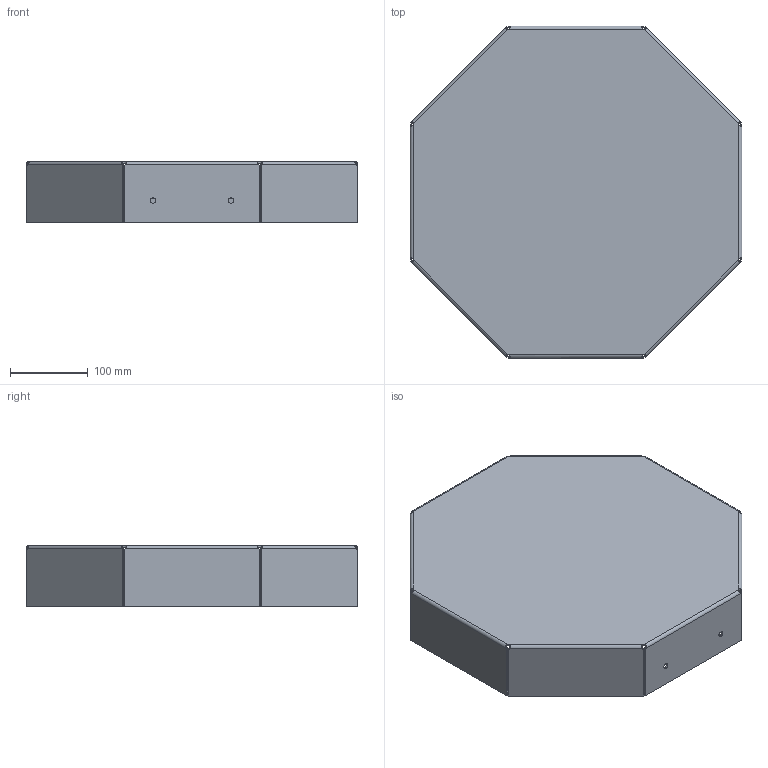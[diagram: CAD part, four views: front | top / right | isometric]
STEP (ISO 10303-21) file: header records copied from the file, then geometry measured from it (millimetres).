
FILE_DESCRIPTION(('FreeCAD Model'),'2;1');
FILE_NAME('Open CASCADE Shape Model','2025-04-06T17:18:46',(''),(''), 'Open CASCADE STEP processor 7.8','FreeCAD','Unknown');
FILE_SCHEMA(('AUTOMOTIVE_DESIGN { 1 0 10303 214 1 1 1 1 }'));
Length unit declared in the file: millimetre
Products named in the file (1): hinge mount holes
Bounding box: 426 x 426 x 78 mm (x, y, z)
Volume: 504698.6 mm3; surface area: 510525 mm2
Topology: 1 solids, 1 shells, 128 faces, 314 edges, 188 vertices
Faces by surface type: plane 56, cylinder 50, bspline 22
Full cylindrical faces by diameter (mm): 7 x2
Entity records: 11948 total; most frequent: CARTESIAN_POINT 9057, ORIENTED_EDGE 628, DIRECTION 530, EDGE_CURVE 314, VERTEX_POINT 188, LINE 180, VECTOR 180, AXIS2_PLACEMENT_3D 175
